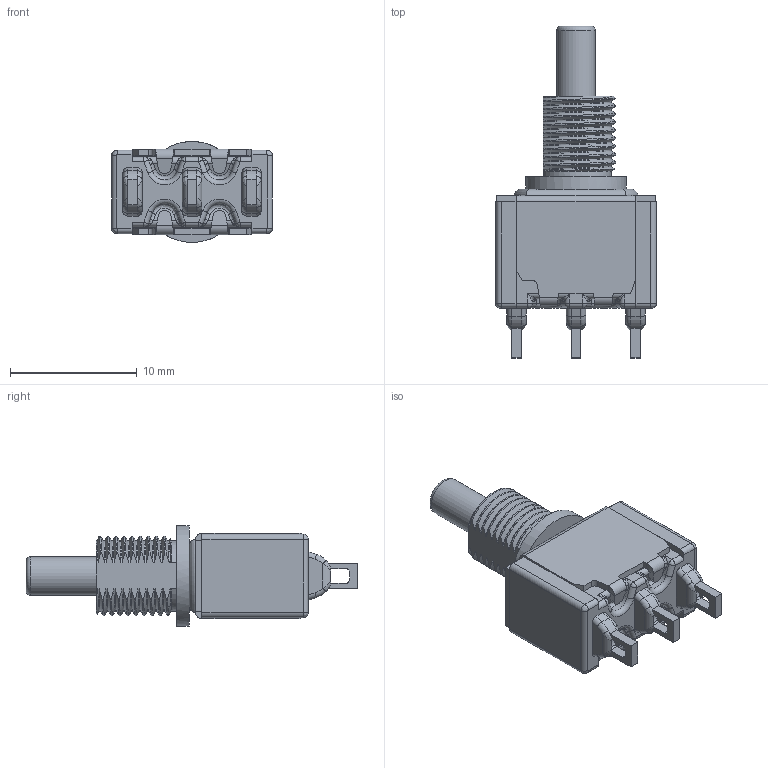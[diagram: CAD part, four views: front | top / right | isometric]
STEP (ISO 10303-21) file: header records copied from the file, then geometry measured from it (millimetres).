
FILE_DESCRIPTION( ( 'STEP AP214' ), '1' );
FILE_NAME( '8125SHZBE.stp', '2020-08-16T15:10:15', ( 'License CC BY-ND 4.0' ), ( 'CADENAS' ), ' ', 'PARTsolutions', ' ' );
FILE_SCHEMA( ( 'AUTOMOTIVE_DESIGN { 1 0 10303 214 1 1 1 1 }' ) );
Length unit declared in the file: inch
Products named in the file (2): 8125SHZBE; 1
Assembly tree (1 placements, depth 2):
  8125SHZBE
    1
Bounding box: 12.7 x 26.21 x 7.97 mm (x, y, z)
Volume: 757.8 mm3; surface area: 1864.4 mm2
Topology: 1 solids, 1 shells, 502 faces, 1350 edges, 836 vertices
Faces by surface type: plane 244, cylinder 137, bspline 84, torus 25, sphere 10, cone 2
Full cylindrical faces by diameter (mm): 0.66 x2, 3.073 x1, 3.15 x1, 7.976 x1
Entity records: 21265 total; most frequent: CARTESIAN_POINT 9430, ORIENTED_EDGE 2670, DIRECTION 2139, EDGE_CURVE 1335, VERTEX_POINT 831, LINE 785, VECTOR 785, AXIS2_PLACEMENT_3D 677
